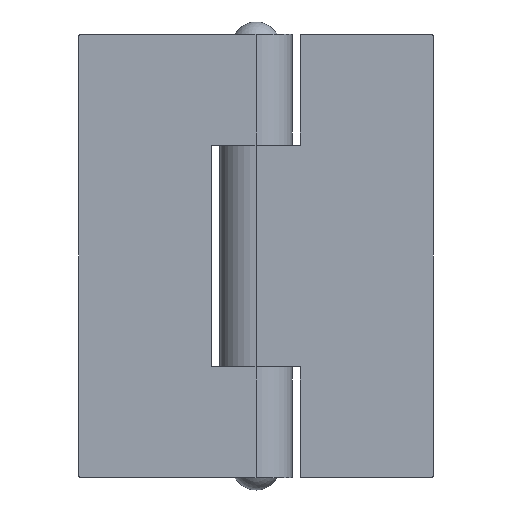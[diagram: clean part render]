
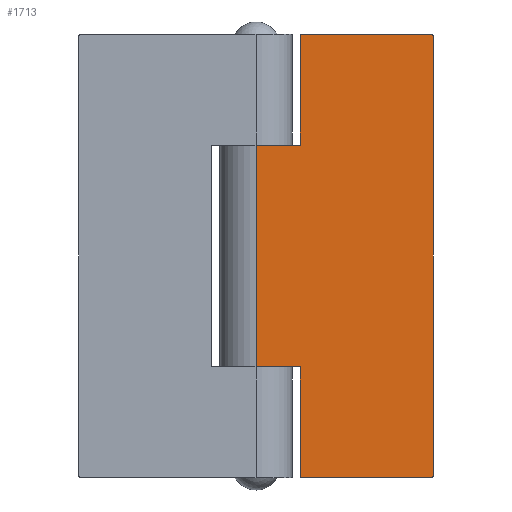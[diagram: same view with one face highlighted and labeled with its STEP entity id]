
A CAD part, front view. The second image highlights one B-rep face of the part: STEP entity #1713.
In plain terms, the highlighted planar face has unit normal (0, -1, 0).
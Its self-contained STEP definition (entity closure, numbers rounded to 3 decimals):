
#17 = EDGE_CURVE ( 'NONE', #18, #19, #321, .T. ) ;
#18 = VERTEX_POINT ( 'NONE', #317 ) ;
#19 = VERTEX_POINT ( 'NONE', #378 ) ;
#22 = EDGE_CURVE ( 'NONE', #1666, #23, #373, .T. ) ;
#23 = VERTEX_POINT ( 'NONE', #369 ) ;
#317 = CARTESIAN_POINT ( 'NONE',  ( 4., -3.25, 20. ) ) ;
#318 = DIRECTION ( 'NONE',  ( 1., 0., 0. ) ) ;
#319 = VECTOR ( 'NONE', #318, 1000. ) ;
#320 = CARTESIAN_POINT ( 'NONE',  ( 0., -3.25, 20. ) ) ;
#321 = LINE ( 'NONE', #320, #319 ) ;
#369 = CARTESIAN_POINT ( 'NONE',  ( 0., -3.25, -10. ) ) ;
#370 = DIRECTION ( 'NONE',  ( 0., 0., -1. ) ) ;
#371 = VECTOR ( 'NONE', #370, 1000. ) ;
#372 = CARTESIAN_POINT ( 'NONE',  ( 0., -3.25, 20. ) ) ;
#373 = LINE ( 'NONE', #372, #371 ) ;
#378 = CARTESIAN_POINT ( 'NONE',  ( 15.75, -3.25, 20. ) ) ;
#984 = CARTESIAN_POINT ( 'NONE',  ( 0., -3.25, 10. ) ) ;
#991 = FACE_OUTER_BOUND ( 'NONE', #1715, .T. ) ;
#992 = DIRECTION ( 'NONE',  ( 0., 0., -1. ) ) ;
#993 = VECTOR ( 'NONE', #992, 1000. ) ;
#994 = CARTESIAN_POINT ( 'NONE',  ( 16., -3.25, 20. ) ) ;
#995 = LINE ( 'NONE', #994, #993 ) ;
#996 = CARTESIAN_POINT ( 'NONE',  ( 16., -3.25, 19.75 ) ) ;
#997 = CARTESIAN_POINT ( 'NONE',  ( 16., -3.25, -19.75 ) ) ;
#1036 = CARTESIAN_POINT ( 'NONE',  ( 15.75, -3.25, -20. ) ) ;
#1050 = DIRECTION ( 'NONE',  ( -1., 0., 0. ) ) ;
#1051 = DIRECTION ( 'NONE',  ( 0., 1., 0. ) ) ;
#1052 = CARTESIAN_POINT ( 'NONE',  ( 0., -3.25, 20. ) ) ;
#1053 = AXIS2_PLACEMENT_3D ( 'NONE', #1052, #1051, #1050 ) ;
#1054 = PLANE ( 'NONE',  #1053 ) ;
#1062 = DIRECTION ( 'NONE',  ( -1., 0., 0. ) ) ;
#1063 = VECTOR ( 'NONE', #1062, 1000. ) ;
#1064 = CARTESIAN_POINT ( 'NONE',  ( 0., -3.25, 10. ) ) ;
#1069 = LINE ( 'NONE', #1064, #1063 ) ;
#1094 = DIRECTION ( 'NONE',  ( -1., 0., 0. ) ) ;
#1095 = DIRECTION ( 'NONE',  ( 0., -1., 0. ) ) ;
#1096 = CARTESIAN_POINT ( 'NONE',  ( 15.75, -3.25, 19.75 ) ) ;
#1097 = AXIS2_PLACEMENT_3D ( 'NONE', #1096, #1095, #1094 ) ;
#1098 = CIRCLE ( 'NONE', #1097, 0.25 ) ;
#1099 = DIRECTION ( 'NONE',  ( 0., 0., -1. ) ) ;
#1100 = VECTOR ( 'NONE', #1099, 1000. ) ;
#1101 = CARTESIAN_POINT ( 'NONE',  ( 4., -3.25, 20. ) ) ;
#1102 = LINE ( 'NONE', #1101, #1100 ) ;
#1103 = CARTESIAN_POINT ( 'NONE',  ( 4., -3.25, 10. ) ) ;
#1104 = CARTESIAN_POINT ( 'NONE',  ( 4., -3.25, -10. ) ) ;
#1105 = DIRECTION ( 'NONE',  ( 1., 0., 0. ) ) ;
#1106 = VECTOR ( 'NONE', #1105, 1000. ) ;
#1107 = CARTESIAN_POINT ( 'NONE',  ( 0., -3.25, -20. ) ) ;
#1108 = LINE ( 'NONE', #1107, #1106 ) ;
#1109 = DIRECTION ( 'NONE',  ( 1., 0., 0. ) ) ;
#1110 = VECTOR ( 'NONE', #1109, 1000. ) ;
#1111 = CARTESIAN_POINT ( 'NONE',  ( 0., -3.25, -10. ) ) ;
#1112 = LINE ( 'NONE', #1111, #1110 ) ;
#1113 = DIRECTION ( 'NONE',  ( 0., 0., -1. ) ) ;
#1114 = VECTOR ( 'NONE', #1113, 1000. ) ;
#1115 = CARTESIAN_POINT ( 'NONE',  ( 4., -3.25, 20. ) ) ;
#1116 = LINE ( 'NONE', #1115, #1114 ) ;
#1117 = CARTESIAN_POINT ( 'NONE',  ( 4., -3.25, -20. ) ) ;
#1129 = DIRECTION ( 'NONE',  ( -1., 0., 0. ) ) ;
#1130 = DIRECTION ( 'NONE',  ( 0., -1., 0. ) ) ;
#1131 = CARTESIAN_POINT ( 'NONE',  ( 15.75, -3.25, -19.75 ) ) ;
#1132 = AXIS2_PLACEMENT_3D ( 'NONE', #1131, #1130, #1129 ) ;
#1133 = CIRCLE ( 'NONE', #1132, 0.25 ) ;
#1666 = VERTEX_POINT ( 'NONE', #984 ) ;
#1709 = ORIENTED_EDGE ( 'NONE', *, *, #1759, .T. ) ;
#1710 = VERTEX_POINT ( 'NONE', #997 ) ;
#1711 = VERTEX_POINT ( 'NONE', #996 ) ;
#1712 = EDGE_CURVE ( 'NONE', #1711, #1710, #995, .T. ) ;
#1713 = ADVANCED_FACE ( 'NONE', ( #991 ), #1054, .F. ) ;
#1714 = ORIENTED_EDGE ( 'NONE', *, *, #1712, .F. ) ;
#1715 = EDGE_LOOP ( 'NONE', ( #1714, #1709, #1771, #1758, #1756, #1742, #1740, #1754, #1775, #1773 ) ) ;
#1725 = VERTEX_POINT ( 'NONE', #1036 ) ;
#1740 = ORIENTED_EDGE ( 'NONE', *, *, #1751, .T. ) ;
#1742 = ORIENTED_EDGE ( 'NONE', *, *, #22, .T. ) ;
#1743 = EDGE_CURVE ( 'NONE', #1755, #1666, #1069, .T. ) ;
#1749 = VERTEX_POINT ( 'NONE', #1117 ) ;
#1750 = EDGE_CURVE ( 'NONE', #1753, #1749, #1116, .T. ) ;
#1751 = EDGE_CURVE ( 'NONE', #23, #1753, #1112, .T. ) ;
#1752 = EDGE_CURVE ( 'NONE', #1749, #1725, #1108, .T. ) ;
#1753 = VERTEX_POINT ( 'NONE', #1104 ) ;
#1754 = ORIENTED_EDGE ( 'NONE', *, *, #1750, .T. ) ;
#1755 = VERTEX_POINT ( 'NONE', #1103 ) ;
#1756 = ORIENTED_EDGE ( 'NONE', *, *, #1743, .T. ) ;
#1757 = EDGE_CURVE ( 'NONE', #18, #1755, #1102, .T. ) ;
#1758 = ORIENTED_EDGE ( 'NONE', *, *, #1757, .T. ) ;
#1759 = EDGE_CURVE ( 'NONE', #1711, #19, #1098, .T. ) ;
#1771 = ORIENTED_EDGE ( 'NONE', *, *, #17, .F. ) ;
#1772 = EDGE_CURVE ( 'NONE', #1725, #1710, #1133, .T. ) ;
#1773 = ORIENTED_EDGE ( 'NONE', *, *, #1772, .T. ) ;
#1775 = ORIENTED_EDGE ( 'NONE', *, *, #1752, .T. ) ;
